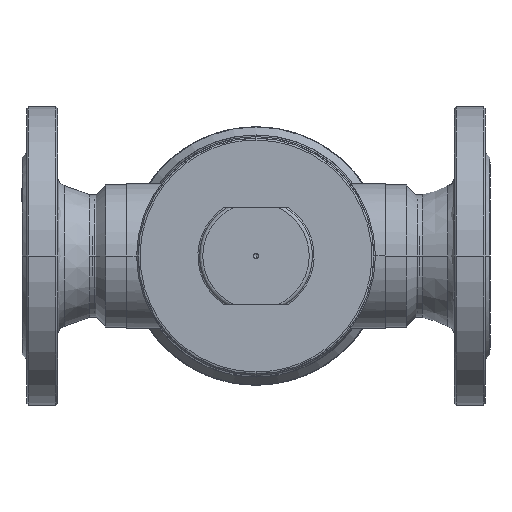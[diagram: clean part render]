
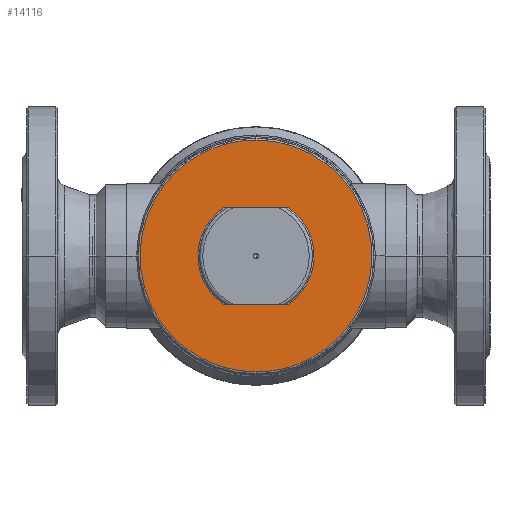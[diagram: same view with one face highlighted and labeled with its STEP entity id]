
A CAD part, front view. The second image highlights one B-rep face of the part: STEP entity #14116.
In plain terms, the highlighted planar face has unit normal (0, -1, 0).
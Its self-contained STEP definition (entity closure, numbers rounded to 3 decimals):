
#70 = ORIENTED_EDGE ( 'NONE', *, *, #25524, .F. ) ;
#221 = CARTESIAN_POINT ( 'NONE',  ( -43.647, -102., 14.248 ) ) ;
#695 = ORIENTED_EDGE ( 'NONE', *, *, #9783, .F. ) ;
#1036 = CARTESIAN_POINT ( 'NONE',  ( 143.739, -102., -71.869 ) ) ;
#1149 = FACE_OUTER_BOUND ( 'NONE', #14552, .T. ) ;
#1733 = VERTEX_POINT ( 'NONE', #6836 ) ;
#2269 = ORIENTED_EDGE ( 'NONE', *, *, #13025, .F. ) ;
#2996 = VERTEX_POINT ( 'NONE', #5451 ) ;
#3070 = CARTESIAN_POINT ( 'NONE',  ( 0., -102., -71.869 ) ) ;
#3432 = EDGE_CURVE ( 'NONE', #4238, #7995, #3586, .T. ) ;
#3586 =( BOUNDED_CURVE ( )  B_SPLINE_CURVE ( 3, ( #12252, #221, #3839, #19014 ),
 .UNSPECIFIED., .F., .T. ) 
 B_SPLINE_CURVE_WITH_KNOTS ( ( 4, 4 ),
 ( 0., 1. ),
 .UNSPECIFIED. ) 
 CURVE ( )  GEOMETRIC_REPRESENTATION_ITEM ( )  RATIONAL_B_SPLINE_CURVE ( ( 1., 0.702, 0.702, 1. ) ) 
 REPRESENTATION_ITEM ( '' )  );
#3612 = CARTESIAN_POINT ( 'NONE',  ( 0., -102., 71.869 ) ) ;
#3677 = VECTOR ( 'NONE', #23521, 1000. ) ;
#3839 = CARTESIAN_POINT ( 'NONE',  ( -43.647, -102., -14.248 ) ) ;
#3904 = EDGE_CURVE ( 'NONE', #2996, #1733, #11476, .T. ) ;
#4238 = VERTEX_POINT ( 'NONE', #7304 ) ;
#5451 = CARTESIAN_POINT ( 'NONE',  ( 19.9, -102., -30. ) ) ;
#5756 = DIRECTION ( 'NONE',  ( -1., 0., 0. ) ) ;
#5825 = DIRECTION ( 'NONE',  ( 0., 1., 0. ) ) ;
#6519 = ORIENTED_EDGE ( 'NONE', *, *, #3904, .F. ) ;
#6836 = CARTESIAN_POINT ( 'NONE',  ( 19.9, -102., 30. ) ) ;
#7105 =( BOUNDED_CURVE ( )  B_SPLINE_CURVE ( 3, ( #13620, #17540, #23539, #3612 ),
 .UNSPECIFIED., .F., .F. ) 
 B_SPLINE_CURVE_WITH_KNOTS ( ( 4, 4 ),
 ( 0., 1. ),
 .UNSPECIFIED. ) 
 CURVE ( )  GEOMETRIC_REPRESENTATION_ITEM ( )  RATIONAL_B_SPLINE_CURVE ( ( 1., 0.333, 0.333, 1. ) ) 
 REPRESENTATION_ITEM ( '' )  );
#7304 = CARTESIAN_POINT ( 'NONE',  ( -19.9, -102., 30. ) ) ;
#7739 = CARTESIAN_POINT ( 'NONE',  ( 71.869, -102., 0. ) ) ;
#7852 = CARTESIAN_POINT ( 'NONE',  ( -40., -102., 30. ) ) ;
#7995 = VERTEX_POINT ( 'NONE', #9163 ) ;
#8112 = VERTEX_POINT ( 'NONE', #9857 ) ;
#9038 = CARTESIAN_POINT ( 'NONE',  ( 0., -102., 71.869 ) ) ;
#9163 = CARTESIAN_POINT ( 'NONE',  ( -19.9, -102., -30. ) ) ;
#9434 = ORIENTED_EDGE ( 'NONE', *, *, #3432, .F. ) ;
#9783 = EDGE_CURVE ( 'NONE', #13895, #8112, #7105, .T. ) ;
#9857 = CARTESIAN_POINT ( 'NONE',  ( 0., -102., 71.869 ) ) ;
#11409 = AXIS2_PLACEMENT_3D ( 'NONE', #7739, #5825, #15779 ) ;
#11476 =( BOUNDED_CURVE ( )  B_SPLINE_CURVE ( 3, ( #15694, #25872, #21808, #17756 ),
 .UNSPECIFIED., .F., .F. ) 
 B_SPLINE_CURVE_WITH_KNOTS ( ( 4, 4 ),
 ( 0., 1. ),
 .UNSPECIFIED. ) 
 CURVE ( )  GEOMETRIC_REPRESENTATION_ITEM ( )  RATIONAL_B_SPLINE_CURVE ( ( 1., 0.702, 0.702, 1. ) ) 
 REPRESENTATION_ITEM ( '' )  );
#12161 = VECTOR ( 'NONE', #5756, 1000. ) ;
#12252 = CARTESIAN_POINT ( 'NONE',  ( -19.9, -102., 30. ) ) ;
#13025 = EDGE_CURVE ( 'NONE', #8112, #13895, #22496, .T. ) ;
#13082 = CARTESIAN_POINT ( 'NONE',  ( 143.739, -102., 71.869 ) ) ;
#13620 = CARTESIAN_POINT ( 'NONE',  ( 0., -102., -71.869 ) ) ;
#13895 = VERTEX_POINT ( 'NONE', #17937 ) ;
#14116 = ADVANCED_FACE ( 'NONE', ( #1149, #22608 ), #25867, .F. ) ;
#14552 = EDGE_LOOP ( 'NONE', ( #2269, #695 ) ) ;
#14797 = ORIENTED_EDGE ( 'NONE', *, *, #25890, .F. ) ;
#15694 = CARTESIAN_POINT ( 'NONE',  ( 19.9, -102., -30. ) ) ;
#15779 = DIRECTION ( 'NONE',  ( -1., 0., 0. ) ) ;
#17540 = CARTESIAN_POINT ( 'NONE',  ( -143.739, -102., -71.869 ) ) ;
#17560 = LINE ( 'NONE', #21322, #3677 ) ;
#17756 = CARTESIAN_POINT ( 'NONE',  ( 19.9, -102., 30. ) ) ;
#17937 = CARTESIAN_POINT ( 'NONE',  ( 0., -102., -71.869 ) ) ;
#19014 = CARTESIAN_POINT ( 'NONE',  ( -19.9, -102., -30. ) ) ;
#21322 = CARTESIAN_POINT ( 'NONE',  ( -40., -102., -30. ) ) ;
#21808 = CARTESIAN_POINT ( 'NONE',  ( 43.647, -102., 14.248 ) ) ;
#22496 =( BOUNDED_CURVE ( )  B_SPLINE_CURVE ( 3, ( #9038, #13082, #1036, #3070 ),
 .UNSPECIFIED., .F., .F. ) 
 B_SPLINE_CURVE_WITH_KNOTS ( ( 4, 4 ),
 ( 0., 1. ),
 .UNSPECIFIED. ) 
 CURVE ( )  GEOMETRIC_REPRESENTATION_ITEM ( )  RATIONAL_B_SPLINE_CURVE ( ( 1., 0.333, 0.333, 1. ) ) 
 REPRESENTATION_ITEM ( '' )  );
#22608 = FACE_BOUND ( 'NONE', #26024, .T. ) ;
#23521 = DIRECTION ( 'NONE',  ( 1., 0., 0. ) ) ;
#23539 = CARTESIAN_POINT ( 'NONE',  ( -143.739, -102., 71.869 ) ) ;
#25452 = LINE ( 'NONE', #7852, #12161 ) ;
#25524 = EDGE_CURVE ( 'NONE', #1733, #4238, #25452, .T. ) ;
#25867 = PLANE ( 'NONE',  #11409 ) ;
#25872 = CARTESIAN_POINT ( 'NONE',  ( 43.647, -102., -14.248 ) ) ;
#25890 = EDGE_CURVE ( 'NONE', #7995, #2996, #17560, .T. ) ;
#26024 = EDGE_LOOP ( 'NONE', ( #14797, #9434, #70, #6519 ) ) ;
